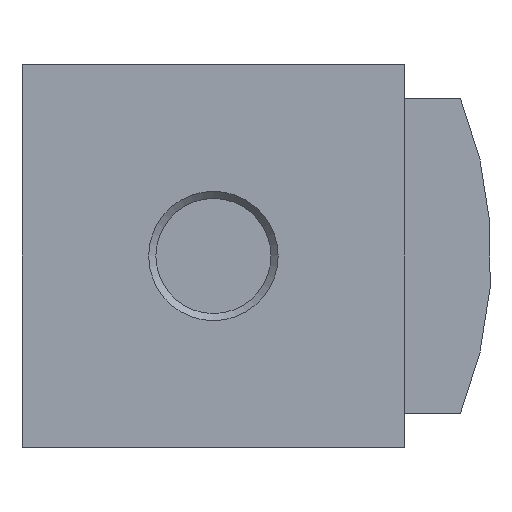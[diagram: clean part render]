
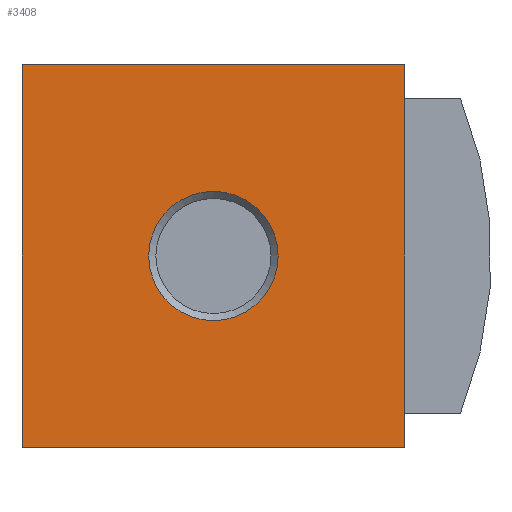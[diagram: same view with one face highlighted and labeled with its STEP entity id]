
A CAD part, front view. The second image highlights one B-rep face of the part: STEP entity #3408.
In plain terms, the highlighted planar face has unit normal (0, -1, 0).
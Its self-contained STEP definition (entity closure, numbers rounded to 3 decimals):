
#121=PLANE('',#3654);
#410=LINE('',#5270,#815);
#418=LINE('',#5285,#823);
#434=LINE('',#5315,#839);
#474=LINE('',#5406,#879);
#815=VECTOR('',#4201,1000.);
#823=VECTOR('',#4211,1000.);
#839=VECTOR('',#4229,1000.);
#879=VECTOR('',#4307,1000.);
#1031=CIRCLE('',#3655,10.478);
#1602=ORIENTED_EDGE('',*,*,#2388,.T.);
#1603=ORIENTED_EDGE('',*,*,#2304,.F.);
#1604=ORIENTED_EDGE('',*,*,#2296,.F.);
#1605=ORIENTED_EDGE('',*,*,#2320,.F.);
#1606=ORIENTED_EDGE('',*,*,#2369,.F.);
#2296=EDGE_CURVE('',#2715,#2716,#410,.T.);
#2304=EDGE_CURVE('',#2716,#2722,#418,.T.);
#2320=EDGE_CURVE('',#2734,#2715,#434,.T.);
#2369=EDGE_CURVE('',#2722,#2734,#474,.T.);
#2388=EDGE_CURVE('',#2776,#2776,#1031,.T.);
#2715=VERTEX_POINT('',#5269);
#2716=VERTEX_POINT('',#5271);
#2722=VERTEX_POINT('',#5286);
#2734=VERTEX_POINT('',#5314);
#2776=VERTEX_POINT('',#5445);
#2953=EDGE_LOOP('',(#1602));
#2954=EDGE_LOOP('',(#1603,#1604,#1605,#1606));
#3168=FACE_BOUND('',#2953,.T.);
#3169=FACE_BOUND('',#2954,.T.);
#3408=ADVANCED_FACE('',(#3168,#3169),#121,.F.);
#3654=AXIS2_PLACEMENT_3D('',#5443,#4349,#4350);
#3655=AXIS2_PLACEMENT_3D('',#5444,#4351,#4352);
#4201=DIRECTION('',(-1.,0.,0.));
#4211=DIRECTION('',(0.,0.,1.));
#4229=DIRECTION('',(0.,0.,-1.));
#4307=DIRECTION('',(1.,0.,0.));
#4349=DIRECTION('',(0.,1.,0.));
#4350=DIRECTION('',(0.,0.,1.));
#4351=DIRECTION('',(0.,1.,0.));
#4352=DIRECTION('',(0.,0.,1.));
#5269=CARTESIAN_POINT('',(31.,-45.,-31.));
#5270=CARTESIAN_POINT('',(31.,-45.,-31.));
#5271=CARTESIAN_POINT('',(-31.,-45.,-31.));
#5285=CARTESIAN_POINT('',(-31.,-45.,-31.));
#5286=CARTESIAN_POINT('',(-31.,-45.,31.));
#5314=CARTESIAN_POINT('',(31.,-45.,31.));
#5315=CARTESIAN_POINT('',(31.,-45.,31.));
#5406=CARTESIAN_POINT('',(-31.,-45.,31.));
#5443=CARTESIAN_POINT('',(0.,-45.,0.));
#5444=CARTESIAN_POINT('',(0.,-45.,0.));
#5445=CARTESIAN_POINT('',(0.,-45.,10.478));
